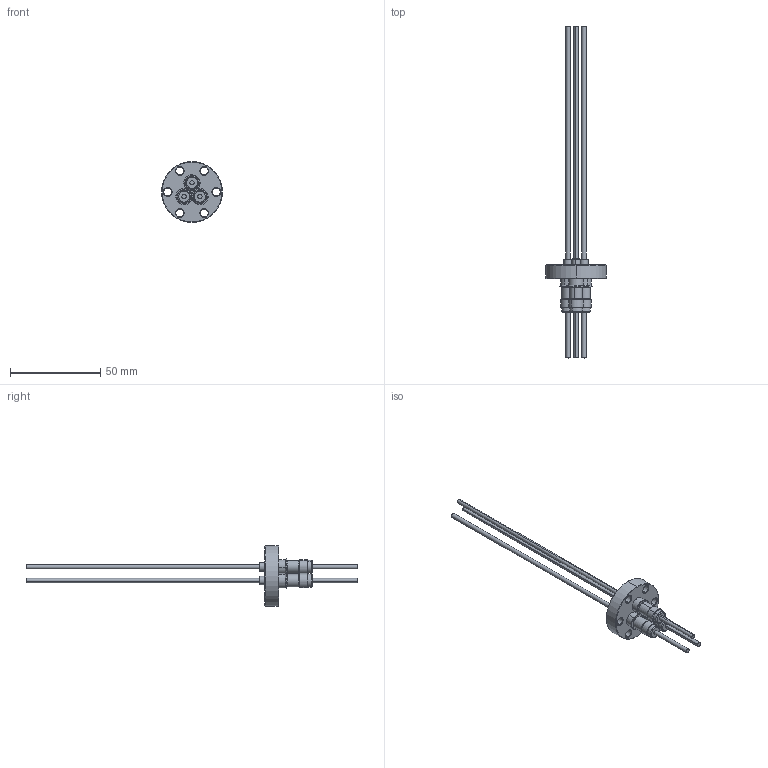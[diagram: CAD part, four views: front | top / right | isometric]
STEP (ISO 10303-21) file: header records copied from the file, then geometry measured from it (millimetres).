
FILE_DESCRIPTION (( 'STEP AP203' ), '1' );
FILE_NAME ('A0277-1-CF.STEP', '2019-11-07T13:12:11', ( '' ), ( '' ), 'SwSTEP 2.0', 'SolidWorks 2019', '' );
FILE_SCHEMA (( 'CONFIG_CONTROL_DESIGN' ));
Length unit declared in the file: inch
Products named in the file (1): A0277-1-CF
Bounding box: 33.78 x 184.15 x 33.78 mm (x, y, z)
Volume: 10546.7 mm3; surface area: 8199.8 mm2
Topology: 1 solids, 1 shells, 163 faces, 349 edges, 208 vertices
Faces by surface type: cylinder 84, cone 42, plane 25, torus 12
Entity records: 4555 total; most frequent: DIRECTION 894, CARTESIAN_POINT 736, ORIENTED_EDGE 698, AXIS2_PLACEMENT_3D 384, EDGE_CURVE 349, CIRCLE 220, VERTEX_POINT 208, EDGE_LOOP 201
